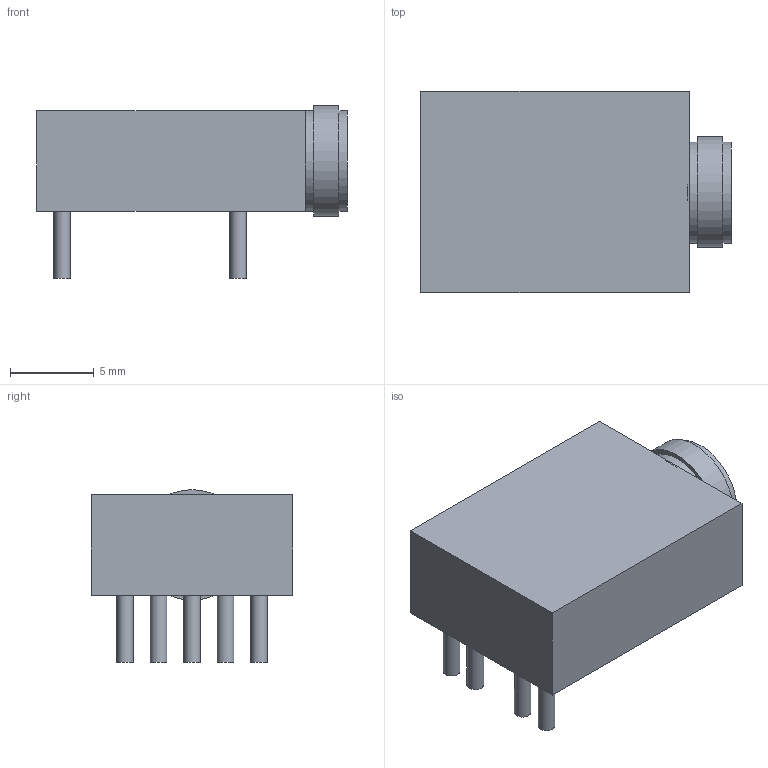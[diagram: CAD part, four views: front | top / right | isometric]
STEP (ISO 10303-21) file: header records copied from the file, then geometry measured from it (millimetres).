
FILE_DESCRIPTION(/* description */ (''),/* implementation_level */ '2;1');
FILE_NAME(/* name */ 'Jack 3.5.step',/* time_stamp */ '2021-05-27T23:08:37+03:00',/* author */ (''),/* organization */ (''),/* preprocessor_version */ 'ST-DEVELOPER v18.1',/* originating_system */ 'Autodesk Translation Framework v10.9.0.1377',/* authorisation */ '');
FILE_SCHEMA (('AUTOMOTIVE_DESIGN { 1 0 10303 214 3 1 1 }'));
Length unit declared in the file: millimetre
Products named in the file (1): (Unsaved)
Bounding box: 18.5 x 12 x 10.3 mm (x, y, z)
Volume: 976 mm3; surface area: 1165.7 mm2
Topology: 8 solids, 8 shells, 33 faces, 50 edges, 33 vertices
Faces by surface type: plane 21, cylinder 11, cone 1
Full cylindrical faces by diameter (mm): 1 x5, 5 x3, 6 x1, 6.6 x1
Entity records: 783 total; most frequent: DIRECTION 141, CARTESIAN_POINT 116, ORIENTED_EDGE 98, AXIS2_PLACEMENT_3D 58, EDGE_CURVE 49, EDGE_LOOP 38, FACE_OUTER_BOUND 33, VERTEX_POINT 33
